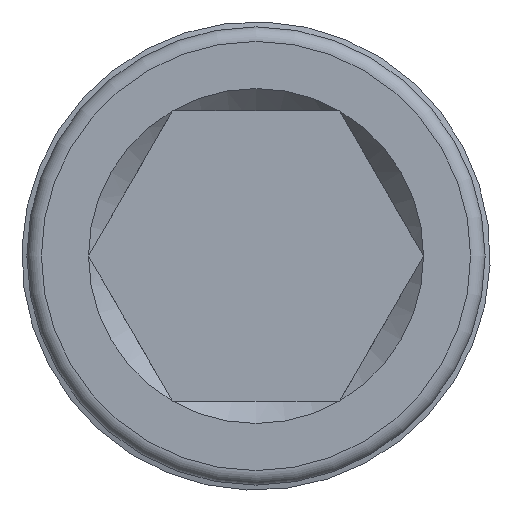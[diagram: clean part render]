
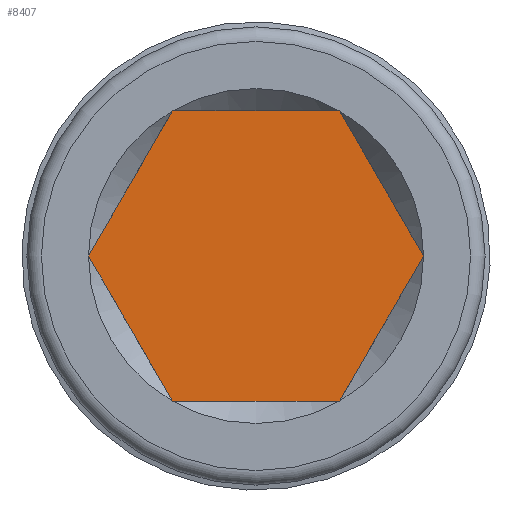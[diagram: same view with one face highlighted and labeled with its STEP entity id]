
A CAD part, left-side view. The second image highlights one B-rep face of the part: STEP entity #8407.
In plain terms, the highlighted planar face has unit normal (-1, 0, 0).
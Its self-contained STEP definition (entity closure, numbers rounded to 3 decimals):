
#314=PLANE('',#8984);
#1087=FACE_OUTER_BOUND('',#1578,.T.);
#1578=EDGE_LOOP('',(#5708,#5709));
#2139=CIRCLE('',#8982,6.05);
#2140=CIRCLE('',#8983,6.05);
#3529=VERTEX_POINT('',#18208);
#3530=VERTEX_POINT('',#18209);
#4401=EDGE_CURVE('',#3529,#3530,#2139,.T.);
#4403=EDGE_CURVE('',#3530,#3529,#2140,.T.);
#5708=ORIENTED_EDGE('',*,*,#4401,.F.);
#5709=ORIENTED_EDGE('',*,*,#4403,.F.);
#8407=ADVANCED_FACE('',(#1087),#314,.T.);
#8982=AXIS2_PLACEMENT_3D('',#18210,#9611,#9612);
#8983=AXIS2_PLACEMENT_3D('',#18212,#9614,#9615);
#8984=AXIS2_PLACEMENT_3D('',#18213,#9616,#9617);
#9611=DIRECTION('center_axis',(1.,0.,0.));
#9612=DIRECTION('ref_axis',(0.,-1.,0.));
#9614=DIRECTION('center_axis',(1.,0.,0.));
#9615=DIRECTION('ref_axis',(0.,-1.,0.));
#9616=DIRECTION('center_axis',(-1.,0.,0.));
#9617=DIRECTION('ref_axis',(0.,0.,1.));
#18208=CARTESIAN_POINT('',(10.,-6.05,0.));
#18209=CARTESIAN_POINT('',(10.,6.05,0.));
#18210=CARTESIAN_POINT('Origin',(10.,0.,0.));
#18212=CARTESIAN_POINT('Origin',(10.,0.,0.));
#18213=CARTESIAN_POINT('Origin',(10.,-5.425,0.));
